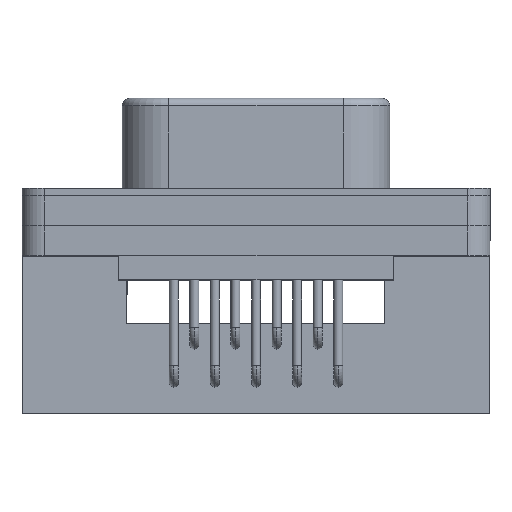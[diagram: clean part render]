
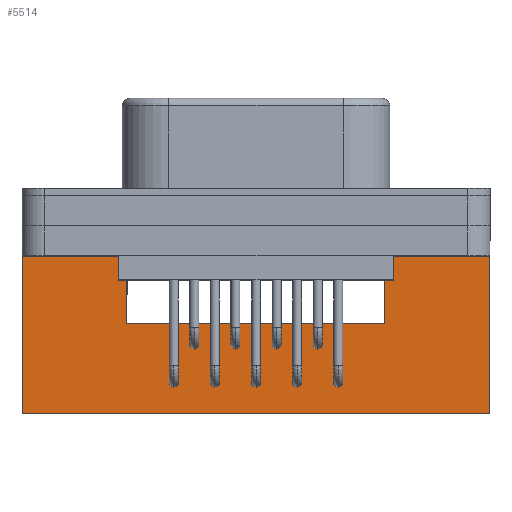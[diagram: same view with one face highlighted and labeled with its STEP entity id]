
A CAD part, top view. The second image highlights one B-rep face of the part: STEP entity #5514.
In plain terms, the highlighted planar face has unit normal (0, 0, 1).
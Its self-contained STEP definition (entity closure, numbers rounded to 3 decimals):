
#5207=CARTESIAN_POINT('',(8.6,2.7,3.2));
#5208=VERTEX_POINT('',#5207);
#5215=CARTESIAN_POINT('',(8.6,7.,3.2));
#5216=VERTEX_POINT('',#5215);
#5217=CARTESIAN_POINT('',(8.6,7.,3.2));
#5218=DIRECTION('',(0.0,-1.0,0.0));
#5219=VECTOR('',#5218,4.3);
#5220=LINE('',#5217,#5219);
#5221=EDGE_CURVE('',#5216,#5208,#5220,.T.);
#5338=CARTESIAN_POINT('',(-8.6,7.,3.2));
#5339=VERTEX_POINT('',#5338);
#5340=CARTESIAN_POINT('',(-8.6,7.,3.2));
#5341=DIRECTION('',(1.0,0.0,0.0));
#5342=VECTOR('',#5341,17.2);
#5343=LINE('',#5340,#5342);
#5344=EDGE_CURVE('',#5339,#5216,#5343,.T.);
#5364=CARTESIAN_POINT('',(-8.6,2.7,3.2));
#5365=VERTEX_POINT('',#5364);
#5372=CARTESIAN_POINT('',(8.6,2.7,3.2));
#5373=DIRECTION('',(-1.0,0.0,0.0));
#5374=VECTOR('',#5373,17.2);
#5375=LINE('',#5372,#5374);
#5376=EDGE_CURVE('',#5208,#5365,#5375,.T.);
#5408=CARTESIAN_POINT('',(-8.6,2.7,3.2));
#5409=DIRECTION('',(0.0,1.0,0.0));
#5410=VECTOR('',#5409,4.3);
#5411=LINE('',#5408,#5410);
#5412=EDGE_CURVE('',#5365,#5339,#5411,.T.);
#5428=CARTESIAN_POINT('',(15.6,-3.3,3.2));
#5429=VERTEX_POINT('',#5428);
#5436=CARTESIAN_POINT('',(-15.6,-3.3,3.2));
#5437=VERTEX_POINT('',#5436);
#5438=CARTESIAN_POINT('',(-15.6,-3.3,3.2));
#5439=DIRECTION('',(1.0,0.0,0.0));
#5440=VECTOR('',#5439,31.2);
#5441=LINE('',#5438,#5440);
#5442=EDGE_CURVE('',#5437,#5429,#5441,.T.);
#5478=CARTESIAN_POINT('',(-15.6,-3.3,3.2));
#5479=DIRECTION('',(0.0,0.0,1.0));
#5480=DIRECTION('',(0.0,-1.0,0.0));
#5481=AXIS2_PLACEMENT_3D('',#5478,#5479,#5480);
#5482=PLANE('',#5481);
#5483=CARTESIAN_POINT('',(15.6,9.2,3.2));
#5484=VERTEX_POINT('',#5483);
#5485=CARTESIAN_POINT('',(15.6,-3.3,3.2));
#5486=DIRECTION('',(0.0,1.0,0.0));
#5487=VECTOR('',#5486,12.5);
#5488=LINE('',#5485,#5487);
#5489=EDGE_CURVE('',#5429,#5484,#5488,.T.);
#5490=ORIENTED_EDGE('',*,*,#5489,.T.);
#5491=CARTESIAN_POINT('',(-15.6,9.2,3.2));
#5492=VERTEX_POINT('',#5491);
#5493=CARTESIAN_POINT('',(-15.6,9.2,3.2));
#5494=DIRECTION('',(1.0,0.0,0.0));
#5495=VECTOR('',#5494,31.2);
#5496=LINE('',#5493,#5495);
#5497=EDGE_CURVE('',#5492,#5484,#5496,.T.);
#5498=ORIENTED_EDGE('',*,*,#5497,.F.);
#5499=CARTESIAN_POINT('',(-15.6,-3.3,3.2));
#5500=DIRECTION('',(0.0,1.0,0.0));
#5501=VECTOR('',#5500,12.5);
#5502=LINE('',#5499,#5501);
#5503=EDGE_CURVE('',#5437,#5492,#5502,.T.);
#5504=ORIENTED_EDGE('',*,*,#5503,.F.);
#5505=ORIENTED_EDGE('',*,*,#5442,.T.);
#5506=EDGE_LOOP('',(#5490,#5498,#5504,#5505));
#5507=FACE_OUTER_BOUND('',#5506,.T.);
#5508=ORIENTED_EDGE('',*,*,#5376,.T.);
#5509=ORIENTED_EDGE('',*,*,#5412,.T.);
#5510=ORIENTED_EDGE('',*,*,#5344,.T.);
#5511=ORIENTED_EDGE('',*,*,#5221,.T.);
#5512=EDGE_LOOP('',(#5508,#5509,#5510,#5511));
#5513=FACE_BOUND('',#5512,.T.);
#5514=ADVANCED_FACE('',(#5507,#5513),#5482,.T.);
